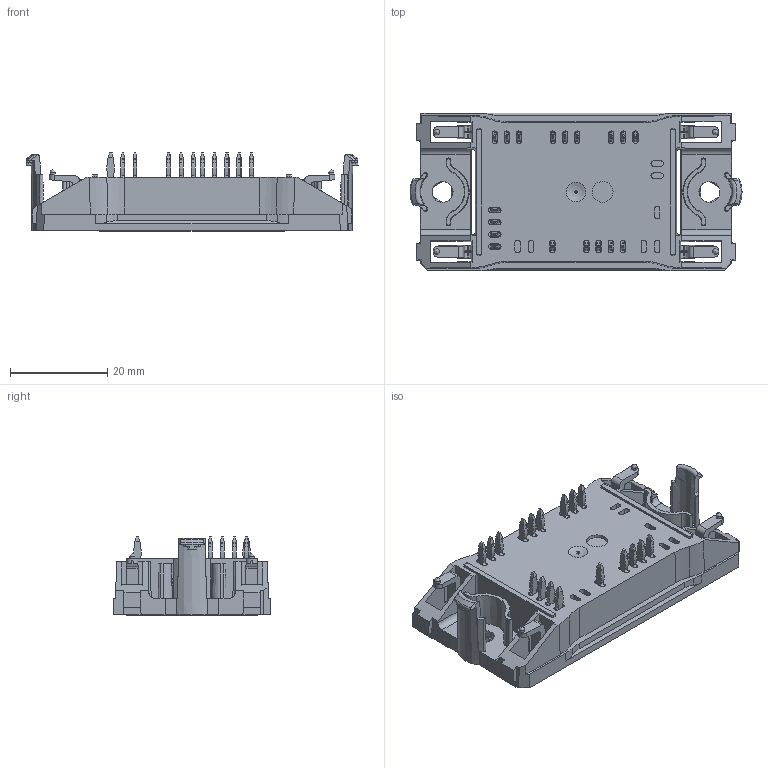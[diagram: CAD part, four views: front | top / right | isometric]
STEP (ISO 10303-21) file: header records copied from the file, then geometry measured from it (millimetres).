
FILE_DESCRIPTION(/* description */ ('Unknown'),/* implementation_level */ '2;1');
FILE_NAME(/* name */ 'Flow0-2C12Y-P640(180)-01-01-OL',/* time_stamp */ '2022-04-01T15:22:55+02:00',/* author */ ('Unknown'),/* organization */ ('Unknown'),/* preprocessor_version */ 'ST-DEVELOPER v16.7',/* originating_system */ 'Solid Edge',/* authorisation */ 'Unknown');
FILE_SCHEMA (('AUTOMOTIVE_DESIGN {1 0 10303 214 3 1 1}'));
Length unit declared in the file: millimetre
Products named in the file (1): Flow0-2C12Y-P640-01-OL
Bounding box: 68.4 x 32.5 x 16.23 mm (x, y, z)
Volume: 16625.5 mm3; surface area: 9476.6 mm2
Topology: 1 solids, 1 shells, 955 faces, 2636 edges, 1725 vertices
Faces by surface type: plane 594, cylinder 300, cone 48, sphere 5, bspline 4, torus 4
Full cylindrical faces by diameter (mm): 0.5 x1, 1.1 x4, 4.3 x1
Entity records: 37047 total; most frequent: CARTESIAN_POINT 5458, ORIENTED_EDGE 5226, DIRECTION 5214, EDGE_CURVE 2613, LINE 1836, VECTOR 1836, VERTEX_POINT 1717, AXIS2_PLACEMENT_3D 1689
